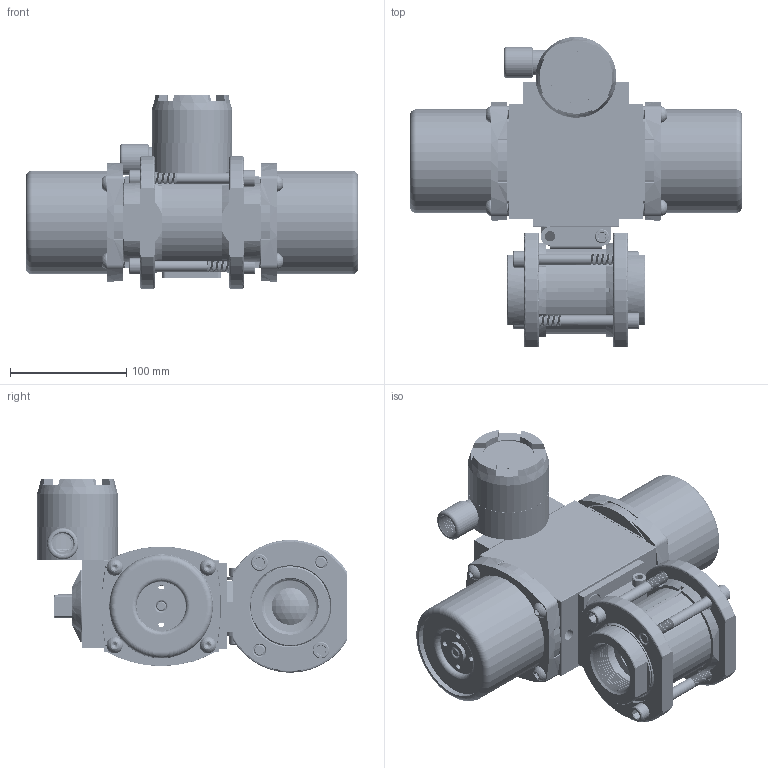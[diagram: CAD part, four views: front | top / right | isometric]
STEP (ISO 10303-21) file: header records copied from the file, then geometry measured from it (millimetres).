
FILE_DESCRIPTION (( 'STEP AP203' ), '1' );
FILE_NAME ('22XXSESA522SRLS.step', '2018-03-15T17:18:45', ( '' ), ( '' ), 'SwSTEP 2.0', 'SolidWorks 2017', '' );
FILE_SCHEMA (( 'CONFIG_CONTROL_DESIGN' ));
Products named in the file (1): 22XXSESA522SRLS
Bounding box: 285.09 x 266.2 x 166.14 mm (x, y, z)
Volume: 1666759.5 mm3; surface area: 625114.1 mm2
Topology: 59 solids, 59 shells, 5051 faces, 13090 edges, 8231 vertices
Faces by surface type: cylinder 2275, cone 1624, plane 896, torus 171, bspline 67, sphere 18
Entity records: 198981 total; most frequent: CARTESIAN_POINT 75690, DIRECTION 27030, ORIENTED_EDGE 25956, EDGE_CURVE 12978, AXIS2_PLACEMENT_3D 10835, VERTEX_POINT 8229, CIRCLE 5850, EDGE_LOOP 5467
